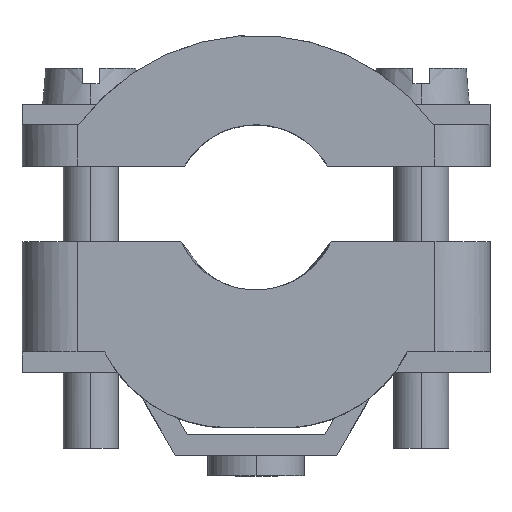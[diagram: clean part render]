
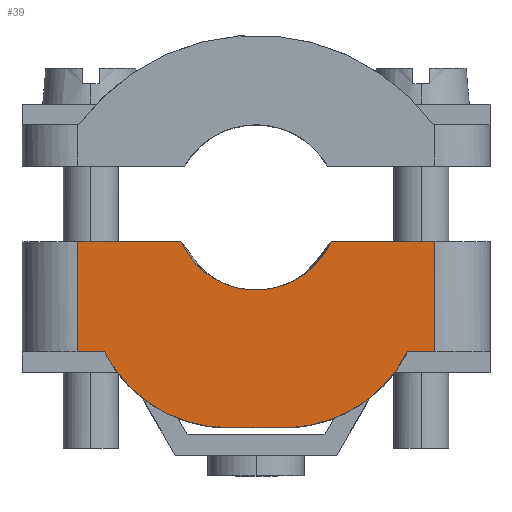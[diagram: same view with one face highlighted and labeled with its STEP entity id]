
A CAD part, top view. The second image highlights one B-rep face of the part: STEP entity #39.
In plain terms, the highlighted planar face has unit normal (0, 0, 1).
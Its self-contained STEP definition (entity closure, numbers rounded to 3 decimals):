
#39=ADVANCED_FACE('',(#175),#1841,.T.);
#175=FACE_OUTER_BOUND('',#290,.T.);
#290=EDGE_LOOP('',(#465,#466,#467,#468,#469,#470,#471,#472,#473,#474));
#465=ORIENTED_EDGE('',*,*,#1038,.F.);
#466=ORIENTED_EDGE('',*,*,#1002,.T.);
#467=ORIENTED_EDGE('',*,*,#1047,.F.);
#468=ORIENTED_EDGE('',*,*,#1006,.T.);
#469=ORIENTED_EDGE('',*,*,#1039,.F.);
#470=ORIENTED_EDGE('',*,*,#1040,.F.);
#471=ORIENTED_EDGE('',*,*,#1082,.F.);
#472=ORIENTED_EDGE('',*,*,#1035,.T.);
#473=ORIENTED_EDGE('',*,*,#1078,.F.);
#474=ORIENTED_EDGE('',*,*,#1037,.F.);
#1002=EDGE_CURVE('',#1591,#1592,#1414,.T.);
#1006=EDGE_CURVE('',#1600,#1599,#1418,.T.);
#1035=EDGE_CURVE('',#1624,#1623,#1435,.T.);
#1037=EDGE_CURVE('',#1625,#1626,#1437,.T.);
#1038=EDGE_CURVE('',#1591,#1625,#1438,.T.);
#1039=EDGE_CURVE('',#1627,#1599,#1439,.T.);
#1040=EDGE_CURVE('',#1628,#1627,#1440,.T.);
#1047=EDGE_CURVE('',#1600,#1592,#1307,.T.);
#1078=EDGE_CURVE('',#1626,#1623,#1314,.T.);
#1082=EDGE_CURVE('',#1624,#1628,#1318,.T.);
#1307=(
BOUNDED_CURVE()
B_SPLINE_CURVE(2,(#2811,#2812,#2813,#2814,#2815),.UNSPECIFIED.,.F.,.F.)
B_SPLINE_CURVE_WITH_KNOTS((3,2,3),(-13.692,-6.846,
0.),.UNSPECIFIED.)
CURVE()
GEOMETRIC_REPRESENTATION_ITEM()
RATIONAL_B_SPLINE_CURVE((1.,0.842,1.,0.842,1.))
REPRESENTATION_ITEM('')
);
#1314=(
BOUNDED_CURVE()
B_SPLINE_CURVE(2,(#3042,#3043,#3044),.UNSPECIFIED.,.F.,.F.)
B_SPLINE_CURVE_WITH_KNOTS((3,3),(-11.04,0.),.UNSPECIFIED.)
CURVE()
GEOMETRIC_REPRESENTATION_ITEM()
RATIONAL_B_SPLINE_CURVE((1.,0.851,1.))
REPRESENTATION_ITEM('')
);
#1318=(
BOUNDED_CURVE()
B_SPLINE_CURVE(2,(#3054,#3055,#3056),.UNSPECIFIED.,.F.,.F.)
B_SPLINE_CURVE_WITH_KNOTS((3,3),(-11.04,0.),.UNSPECIFIED.)
CURVE()
GEOMETRIC_REPRESENTATION_ITEM()
RATIONAL_B_SPLINE_CURVE((1.,0.851,1.))
REPRESENTATION_ITEM('')
);
#1414=B_SPLINE_CURVE_WITH_KNOTS('',1,(#2547,#2548),.UNSPECIFIED.,.F.,.F.,
(2,2),(0.,7.546),.UNSPECIFIED.);
#1418=B_SPLINE_CURVE_WITH_KNOTS('',1,(#2555,#2556),.UNSPECIFIED.,.F.,.F.,
(2,2),(0.,7.546),.UNSPECIFIED.);
#1435=B_SPLINE_CURVE_WITH_KNOTS('',1,(#2637,#2638),.UNSPECIFIED.,.F.,.F.,
(2,2),(0.,4.139),.UNSPECIFIED.);
#1437=B_SPLINE_CURVE_WITH_KNOTS('',1,(#2641,#2642),.UNSPECIFIED.,.F.,.F.,
(2,2),(0.,2.),.UNSPECIFIED.);
#1438=B_SPLINE_CURVE_WITH_KNOTS('',1,(#2643,#2644),.UNSPECIFIED.,.F.,.F.,
(2,2),(-8.,0.),.UNSPECIFIED.);
#1439=B_SPLINE_CURVE_WITH_KNOTS('',1,(#2645,#2646),.UNSPECIFIED.,.F.,.F.,
(2,2),(-8.,0.),.UNSPECIFIED.);
#1440=B_SPLINE_CURVE_WITH_KNOTS('',1,(#2647,#2648),.UNSPECIFIED.,.F.,.F.,
(2,2),(0.,2.),.UNSPECIFIED.);
#1591=VERTEX_POINT('',#2487);
#1592=VERTEX_POINT('',#2488);
#1599=VERTEX_POINT('',#2495);
#1600=VERTEX_POINT('',#2496);
#1623=VERTEX_POINT('',#2519);
#1624=VERTEX_POINT('',#2520);
#1625=VERTEX_POINT('',#2521);
#1626=VERTEX_POINT('',#2522);
#1627=VERTEX_POINT('',#2523);
#1628=VERTEX_POINT('',#2524);
#1841=PLANE('',#2081);
#2081=AXIS2_PLACEMENT_3D('',#2277,#2150,$);
#2150=DIRECTION('',(0.,0.,1.));
#2277=CARTESIAN_POINT('',(15.601,2.149,10.5));
#2487=CARTESIAN_POINT('',(13.,17.,10.5));
#2488=CARTESIAN_POINT('',(5.454,17.,10.5));
#2495=CARTESIAN_POINT('',(-13.,17.,10.5));
#2496=CARTESIAN_POINT('',(-5.454,17.,10.5));
#2519=CARTESIAN_POINT('',(2.07,3.5,10.5));
#2520=CARTESIAN_POINT('',(-2.07,3.5,10.5));
#2521=CARTESIAN_POINT('',(13.,9.,10.5));
#2522=CARTESIAN_POINT('',(11.,9.,10.5));
#2523=CARTESIAN_POINT('',(-13.,9.,10.5));
#2524=CARTESIAN_POINT('',(-11.,9.,10.5));
#2547=CARTESIAN_POINT('',(13.,17.,10.5));
#2548=CARTESIAN_POINT('',(5.454,17.,10.5));
#2555=CARTESIAN_POINT('',(-5.454,17.,10.5));
#2556=CARTESIAN_POINT('',(-13.,17.,10.5));
#2637=CARTESIAN_POINT('',(-2.07,3.5,10.5));
#2638=CARTESIAN_POINT('',(2.07,3.5,10.5));
#2641=CARTESIAN_POINT('',(13.,9.,10.5));
#2642=CARTESIAN_POINT('',(11.,9.,10.5));
#2643=CARTESIAN_POINT('',(13.,17.,10.5));
#2644=CARTESIAN_POINT('',(13.,9.,10.5));
#2645=CARTESIAN_POINT('',(-13.,9.,10.5));
#2646=CARTESIAN_POINT('',(-13.,17.,10.5));
#2647=CARTESIAN_POINT('',(-11.,9.,10.5));
#2648=CARTESIAN_POINT('',(-13.,9.,10.5));
#2811=CARTESIAN_POINT('',(-5.454,17.,10.5));
#2812=CARTESIAN_POINT('',(-3.85,13.5,10.5));
#2813=CARTESIAN_POINT('',(0.,13.5,10.5));
#2814=CARTESIAN_POINT('',(3.85,13.5,10.5));
#2815=CARTESIAN_POINT('',(5.454,17.,10.5));
#3042=CARTESIAN_POINT('',(11.,9.,10.5));
#3043=CARTESIAN_POINT('',(8.229,3.5,10.5));
#3044=CARTESIAN_POINT('',(2.07,3.5,10.5));
#3054=CARTESIAN_POINT('',(-2.07,3.5,10.5));
#3055=CARTESIAN_POINT('',(-8.229,3.5,10.5));
#3056=CARTESIAN_POINT('',(-11.,9.,10.5));
